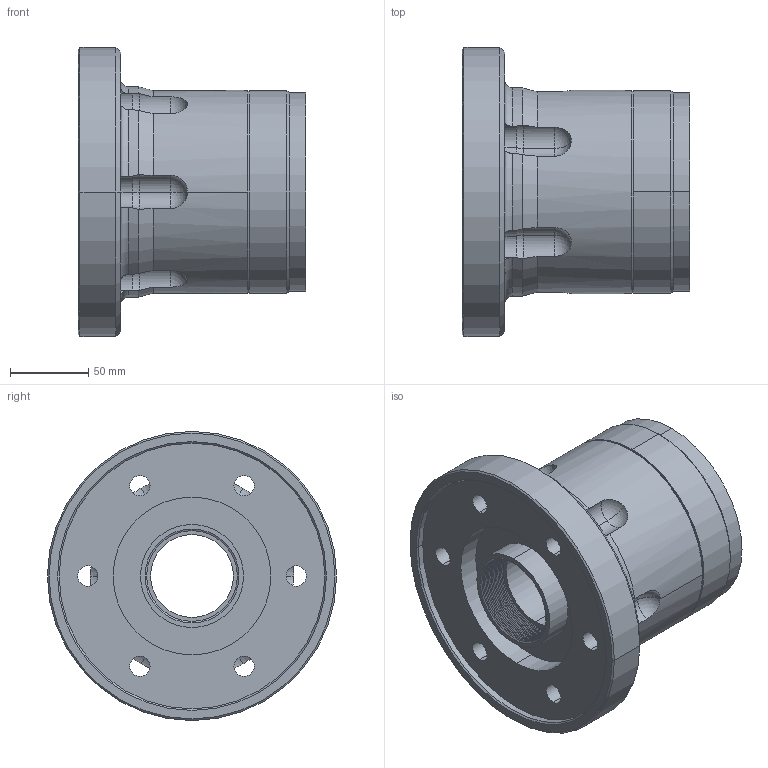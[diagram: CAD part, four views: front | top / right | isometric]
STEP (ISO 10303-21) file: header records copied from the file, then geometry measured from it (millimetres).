
FILE_DESCRIPTION (( 'STEP AP203' ), '1' );
FILE_NAME ('CL-52外觀參考.STEP', '2015-10-30T07:22:26', ( 'temp' ), ( '' ), 'SwSTEP 2.0', 'SolidWorks 2011', '' );
FILE_SCHEMA (( 'CONFIG_CONTROL_DESIGN' ));
Length unit declared in the file: metre
Products named in the file (4): CL-52外觀參考; CL-52內部; CL-52前蓋; CL-52筒夾外觀
Assembly tree (3 placements, depth 2):
  CL-52外觀參考
    CL-52內部
    CL-52前蓋
    CL-52筒夾外觀
Bounding box: 145.5 x 185 x 185 mm (x, y, z)
Volume: 1680129.7 mm3; surface area: 264333 mm2
Topology: 3 solids, 3 shells, 263 faces, 606 edges, 354 vertices
Faces by surface type: cylinder 106, cone 94, plane 31, sphere 24, torus 8
Entity records: 8340 total; most frequent: CARTESIAN_POINT 1863, DIRECTION 1392, ORIENTED_EDGE 1204, EDGE_CURVE 602, AXIS2_PLACEMENT_3D 581, VERTEX_POINT 354, CIRCLE 312, EDGE_LOOP 290
